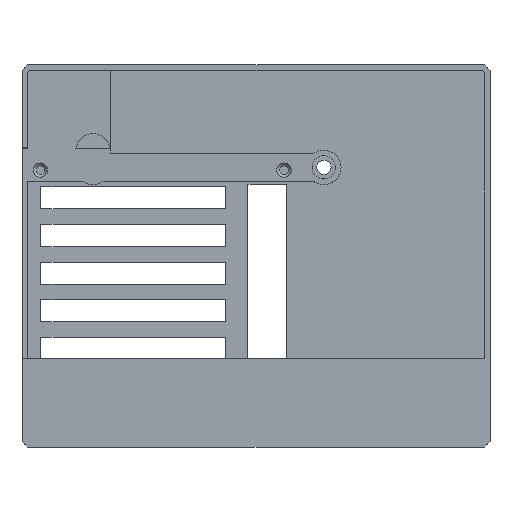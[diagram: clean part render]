
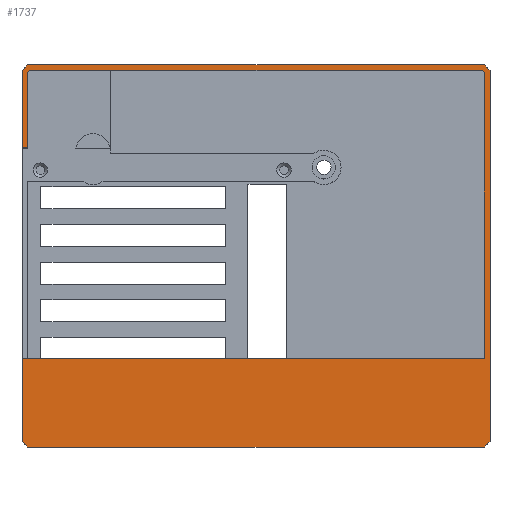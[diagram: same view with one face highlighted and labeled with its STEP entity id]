
A CAD part, top view. The second image highlights one B-rep face of the part: STEP entity #1737.
In plain terms, the highlighted planar face has unit normal (0, 0, 1).
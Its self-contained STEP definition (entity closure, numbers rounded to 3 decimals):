
#115=PLANE('',#1864);
#208=FACE_OUTER_BOUND('',#325,.T.);
#325=EDGE_LOOP('',(#1585,#1586,#1587,#1588,#1589,#1590,#1591,#1592,#1593,
#1594,#1595,#1596,#1597,#1598,#1599,#1600));
#485=LINE('',#2696,#691);
#494=LINE('',#2714,#700);
#499=LINE('',#2724,#705);
#512=LINE('',#2755,#718);
#515=LINE('',#2760,#721);
#522=LINE('',#2775,#728);
#526=LINE('',#2788,#732);
#528=LINE('',#2792,#734);
#529=LINE('',#2794,#735);
#530=LINE('',#2795,#736);
#531=LINE('',#2797,#737);
#532=LINE('',#2798,#738);
#533=LINE('',#2799,#739);
#534=LINE('',#2801,#740);
#535=LINE('',#2803,#741);
#536=LINE('',#2804,#742);
#691=VECTOR('',#2192,10.);
#700=VECTOR('',#2207,10.);
#705=VECTOR('',#2216,10.);
#718=VECTOR('',#2255,10.);
#721=VECTOR('',#2260,10.);
#728=VECTOR('',#2279,10.);
#732=VECTOR('',#2295,10.);
#734=VECTOR('',#2299,10.);
#735=VECTOR('',#2300,10.);
#736=VECTOR('',#2301,10.);
#737=VECTOR('',#2302,10.);
#738=VECTOR('',#2303,10.);
#739=VECTOR('',#2304,10.);
#740=VECTOR('',#2305,10.);
#741=VECTOR('',#2306,10.);
#742=VECTOR('',#2307,10.);
#908=VERTEX_POINT('',#2693);
#909=VERTEX_POINT('',#2695);
#914=VERTEX_POINT('',#2711);
#915=VERTEX_POINT('',#2713);
#918=VERTEX_POINT('',#2723);
#922=VERTEX_POINT('',#2752);
#923=VERTEX_POINT('',#2754);
#924=VERTEX_POINT('',#2758);
#925=VERTEX_POINT('',#2772);
#926=VERTEX_POINT('',#2774);
#929=VERTEX_POINT('',#2787);
#930=VERTEX_POINT('',#2791);
#931=VERTEX_POINT('',#2793);
#932=VERTEX_POINT('',#2796);
#933=VERTEX_POINT('',#2800);
#934=VERTEX_POINT('',#2802);
#1112=EDGE_CURVE('',#908,#909,#485,.T.);
#1121=EDGE_CURVE('',#914,#915,#494,.T.);
#1126=EDGE_CURVE('',#918,#915,#499,.T.);
#1141=EDGE_CURVE('',#923,#922,#512,.T.);
#1144=EDGE_CURVE('',#922,#924,#515,.T.);
#1151=EDGE_CURVE('',#926,#925,#522,.T.);
#1157=EDGE_CURVE('',#929,#923,#526,.T.);
#1159=EDGE_CURVE('',#925,#930,#528,.T.);
#1160=EDGE_CURVE('',#931,#930,#529,.T.);
#1161=EDGE_CURVE('',#909,#931,#530,.T.);
#1162=EDGE_CURVE('',#932,#908,#531,.T.);
#1163=EDGE_CURVE('',#918,#932,#532,.T.);
#1164=EDGE_CURVE('',#914,#929,#533,.T.);
#1165=EDGE_CURVE('',#924,#933,#534,.T.);
#1166=EDGE_CURVE('',#933,#934,#535,.T.);
#1167=EDGE_CURVE('',#934,#926,#536,.T.);
#1585=ORIENTED_EDGE('',*,*,#1159,.T.);
#1586=ORIENTED_EDGE('',*,*,#1160,.F.);
#1587=ORIENTED_EDGE('',*,*,#1161,.F.);
#1588=ORIENTED_EDGE('',*,*,#1112,.F.);
#1589=ORIENTED_EDGE('',*,*,#1162,.F.);
#1590=ORIENTED_EDGE('',*,*,#1163,.F.);
#1591=ORIENTED_EDGE('',*,*,#1126,.T.);
#1592=ORIENTED_EDGE('',*,*,#1121,.F.);
#1593=ORIENTED_EDGE('',*,*,#1164,.T.);
#1594=ORIENTED_EDGE('',*,*,#1157,.T.);
#1595=ORIENTED_EDGE('',*,*,#1141,.T.);
#1596=ORIENTED_EDGE('',*,*,#1144,.T.);
#1597=ORIENTED_EDGE('',*,*,#1165,.T.);
#1598=ORIENTED_EDGE('',*,*,#1166,.T.);
#1599=ORIENTED_EDGE('',*,*,#1167,.T.);
#1600=ORIENTED_EDGE('',*,*,#1151,.T.);
#1737=ADVANCED_FACE('',(#208),#115,.T.);
#1864=AXIS2_PLACEMENT_3D('',#2790,#2297,#2298);
#2192=DIRECTION('',(-0.707,-0.707,0.));
#2207=DIRECTION('',(0.707,0.707,0.));
#2216=DIRECTION('',(-1.,0.,0.));
#2255=DIRECTION('',(0.,1.,0.));
#2260=DIRECTION('',(0.707,0.707,0.));
#2279=DIRECTION('',(-1.,0.,0.));
#2295=DIRECTION('',(1.,0.,0.));
#2297=DIRECTION('center_axis',(0.,0.,1.));
#2298=DIRECTION('ref_axis',(1.,0.,0.));
#2299=DIRECTION('',(0.,-1.,0.));
#2300=DIRECTION('',(-0.707,0.707,0.));
#2301=DIRECTION('',(-1.,0.,0.));
#2302=DIRECTION('',(0.,-1.,0.));
#2303=DIRECTION('',(0.707,-0.707,0.));
#2304=DIRECTION('',(0.,-1.,0.));
#2305=DIRECTION('',(1.,0.,0.));
#2306=DIRECTION('',(0.707,-0.707,0.));
#2307=DIRECTION('',(0.,-1.,0.));
#2693=CARTESIAN_POINT('',(84.5,-14.,10.6));
#2695=CARTESIAN_POINT('',(83.5,-15.,10.6));
#2696=CARTESIAN_POINT('',(83.938,-14.563,10.6));
#2711=CARTESIAN_POINT('',(0.,53.,10.6));
#2713=CARTESIAN_POINT('',(1.,54.,10.6));
#2714=CARTESIAN_POINT('',(4.313,57.313,10.6));
#2723=CARTESIAN_POINT('',(83.5,54.,10.6));
#2724=CARTESIAN_POINT('',(84.5,54.,10.6));
#2752=CARTESIAN_POINT('',(1.,52.586,10.6));
#2754=CARTESIAN_POINT('',(1.,39.,10.6));
#2755=CARTESIAN_POINT('',(1.,40.5,10.6));
#2758=CARTESIAN_POINT('',(1.414,53.,10.6));
#2760=CARTESIAN_POINT('',(5.02,56.605,10.6));
#2772=CARTESIAN_POINT('',(0.,1.,10.6));
#2774=CARTESIAN_POINT('',(83.5,1.,10.6));
#2775=CARTESIAN_POINT('',(50.5,1.,10.6));
#2787=CARTESIAN_POINT('',(0.,39.,10.6));
#2788=CARTESIAN_POINT('',(21.125,39.,10.6));
#2790=CARTESIAN_POINT('Origin',(42.25,27.,10.6));
#2791=CARTESIAN_POINT('',(0.,-14.,10.6));
#2792=CARTESIAN_POINT('',(0.,54.,10.6));
#2793=CARTESIAN_POINT('',(1.,-15.,10.6));
#2794=CARTESIAN_POINT('',(0.562,-14.563,10.6));
#2795=CARTESIAN_POINT('',(21.125,-15.,10.6));
#2796=CARTESIAN_POINT('',(84.5,53.,10.6));
#2797=CARTESIAN_POINT('',(84.5,-11.25,10.6));
#2798=CARTESIAN_POINT('',(80.188,57.313,10.6));
#2799=CARTESIAN_POINT('',(0.,54.,10.6));
#2800=CARTESIAN_POINT('',(83.086,53.,10.6));
#2801=CARTESIAN_POINT('',(63.375,53.,10.6));
#2802=CARTESIAN_POINT('',(83.5,52.586,10.6));
#2803=CARTESIAN_POINT('',(79.48,56.605,10.6));
#2804=CARTESIAN_POINT('',(83.5,13.5,10.6));
